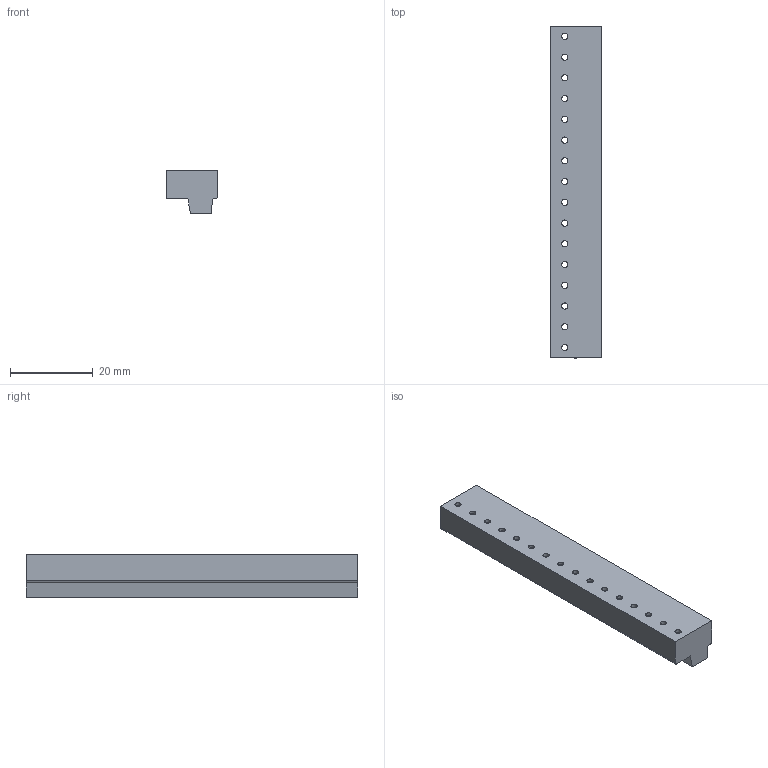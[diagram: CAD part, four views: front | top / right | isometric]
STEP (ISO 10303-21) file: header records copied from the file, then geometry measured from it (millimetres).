
FILE_DESCRIPTION((''),'2;1');
FILE_NAME('TL222T-XXP','2024-12-09T08:49:47',('sheji'),(''),'CREO PARAMETRIC BY PTC INC, 2018100','CREO PARAMETRIC BY PTC INC, 2018100','');
FILE_SCHEMA(('CONFIG_CONTROL_DESIGN'));
Length unit declared in the file: millimetre
Products named in the file (1): TL222T-XXP
Bounding box: 12.4 x 80 x 10.3 mm (x, y, z)
Volume: 6981.1 mm3; surface area: 5871.5 mm2
Topology: 1 solids, 1 shells, 878 faces, 2340 edges, 1528 vertices
Faces by surface type: plane 730, cylinder 148
Entity records: 27058 total; most frequent: CARTESIAN_POINT 4746, ORIENTED_EDGE 4680, DIRECTION 4456, EDGE_CURVE 2340, VECTOR 1980, LINE 1980, VERTEX_POINT 1528, AXIS2_PLACEMENT_3D 1238
